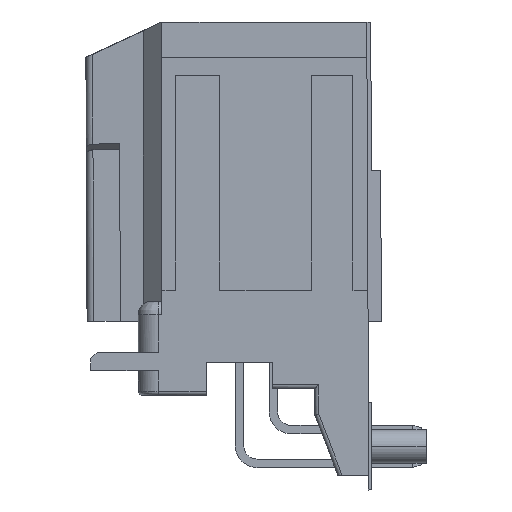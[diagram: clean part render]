
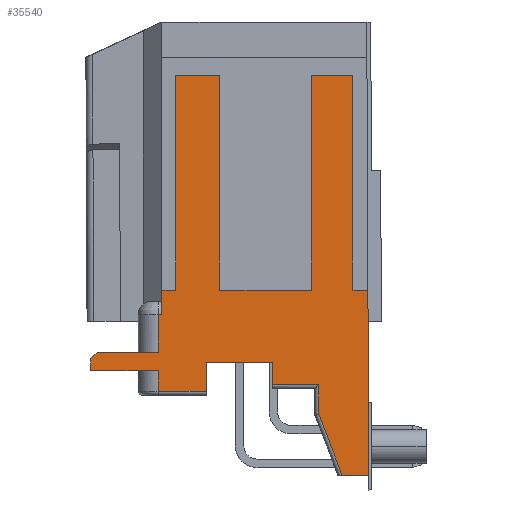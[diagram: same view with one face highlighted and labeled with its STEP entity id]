
A CAD part, left-side view. The second image highlights one B-rep face of the part: STEP entity #35540.
In plain terms, the highlighted planar face has unit normal (-1, 0, 0).
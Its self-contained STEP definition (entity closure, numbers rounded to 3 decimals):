
#6124=DIRECTION('',(0.,-1.,0.));
#6125=VECTOR('',#6124,5.099);
#6126=CARTESIAN_POINT('',(-95.135,53.815,-24.3));
#6127=LINE('',#6126,#6125);
#6128=CARTESIAN_POINT('',(-95.135,53.818,
-23.399));
#6129=CARTESIAN_POINT('',(-95.135,53.817,
-23.7));
#6130=CARTESIAN_POINT('',(-95.135,53.817,
-23.999));
#6131=CARTESIAN_POINT('',(-95.135,53.815,-24.3));
#6133=DIRECTION('',(0.,0.706,-0.709));
#6134=VECTOR('',#6133,0.705);
#6135=CARTESIAN_POINT('',(-95.135,53.321,-22.9));
#6136=LINE('',#6135,#6134);
#6137=DIRECTION('',(0.,-0.004,-1.));
#6138=VECTOR('',#6137,2.8);
#6139=CARTESIAN_POINT('',(-95.135,48.736,
-20.1));
#6140=LINE('',#6139,#6138);
#6141=DIRECTION('',(0.,0.,-1.));
#6142=VECTOR('',#6141,1.855);
#6143=CARTESIAN_POINT('',(-95.135,48.46,
-18.245));
#6144=LINE('',#6143,#6142);
#6145=DIRECTION('',(0.,1.,0.));
#6146=VECTOR('',#6145,1.03);
#6147=CARTESIAN_POINT('',(-95.135,47.43,
-18.245));
#6148=LINE('',#6147,#6146);
#6149=DIRECTION('',(0.,1.,0.));
#6150=VECTOR('',#6149,3.333);
#6151=CARTESIAN_POINT('',(-95.135,44.097,
-2.096));
#6152=LINE('',#6151,#6150);
#6153=DIRECTION('',(0.,1.,0.));
#6154=VECTOR('',#6153,6.864);
#6155=CARTESIAN_POINT('',(-95.135,37.233,
-18.245));
#6156=LINE('',#6155,#6154);
#6157=DIRECTION('',(0.,1.,0.));
#6158=VECTOR('',#6157,3.136);
#6159=CARTESIAN_POINT('',(-95.135,34.097,
-2.096));
#6160=LINE('',#6159,#6158);
#6161=DIRECTION('',(0.,1.,0.));
#6162=VECTOR('',#6161,1.121);
#6163=CARTESIAN_POINT('',(-95.135,32.975,
-18.245));
#6164=LINE('',#6163,#6162);
#6165=DIRECTION('',(0.,0.004,1.));
#6166=VECTOR('',#6165,8.468);
#6167=CARTESIAN_POINT('',(-95.135,32.938,
-26.713));
#6168=LINE('',#6167,#6166);
#6169=DIRECTION('',(0.,-1.,0.));
#6170=VECTOR('',#6169,0.016);
#6171=CARTESIAN_POINT('',(-95.135,32.954,
-26.713));
#6172=LINE('',#6171,#6170);
#6173=DIRECTION('',(0.,0.,1.));
#6174=VECTOR('',#6173,5.437);
#6175=CARTESIAN_POINT('',(-95.135,32.954,-32.15));
#6176=LINE('',#6175,#6174);
#6177=DIRECTION('',(0.,-1.,0.));
#6178=VECTOR('',#6177,1.958);
#6179=CARTESIAN_POINT('',(-95.135,34.912,-32.15));
#6180=LINE('',#6179,#6178);
#6181=DIRECTION('',(0.,-0.357,-0.934));
#6182=VECTOR('',#6181,4.877);
#6183=CARTESIAN_POINT('',(-95.135,36.653,
-27.594));
#6184=LINE('',#6183,#6182);
#6185=DIRECTION('',(0.,-0.004,-1.));
#6186=VECTOR('',#6185,2.244);
#6187=CARTESIAN_POINT('',(-95.135,36.663,-25.35));
#6188=LINE('',#6187,#6186);
#6189=DIRECTION('',(0.,-1.,0.));
#6190=VECTOR('',#6189,4.983);
#6191=CARTESIAN_POINT('',(-95.135,45.111,-23.65));
#6192=LINE('',#6191,#6190);
#6197=DIRECTION('',(0.,1.,0.));
#6198=VECTOR('',#6197,3.591);
#6199=CARTESIAN_POINT('',(-95.135,45.121,-25.85));
#6200=LINE('',#6199,#6198);
#6271=DIRECTION('',(0.,0.004,-1.));
#6272=VECTOR('',#6271,2.2);
#6273=CARTESIAN_POINT('',(-95.135,45.111,-23.65));
#6274=LINE('',#6273,#6272);
#10326=DIRECTION('',(0.,-1.,0.));
#10327=VECTOR('',#10326,4.597);
#10328=CARTESIAN_POINT('',(-95.135,53.321,-22.9));
#10329=LINE('',#10328,#10327);
#10384=CARTESIAN_POINT('',(-95.135,48.718,-24.3));
#10394=DIRECTION('',(0.,0.003,1.));
#10395=VECTOR('',#10394,1.55);
#10396=CARTESIAN_POINT('',(-95.135,48.712,
-25.85));
#10397=LINE('',#10396,#10395);
#10494=DIRECTION('',(0.,-1.,0.));
#10495=VECTOR('',#10494,0.276);
#10496=CARTESIAN_POINT('',(-95.135,48.736,
-20.1));
#10497=LINE('',#10496,#10495);
#11964=DIRECTION('',(0.,0.,-1.));
#11965=VECTOR('',#11964,16.15);
#11966=CARTESIAN_POINT('',(-95.135,34.097,
-2.096));
#11967=LINE('',#11966,#11965);
#11980=DIRECTION('',(0.,0.,1.));
#11981=VECTOR('',#11980,16.15);
#11982=CARTESIAN_POINT('',(-95.135,37.233,
-18.245));
#11983=LINE('',#11982,#11981);
#12017=CARTESIAN_POINT('',(-95.135,36.653,
-27.594));
#12045=DIRECTION('',(0.,0.004,1.));
#12046=VECTOR('',#12045,1.7);
#12047=CARTESIAN_POINT('',(-95.135,40.121,-25.35));
#12048=LINE('',#12047,#12046);
#12069=DIRECTION('',(0.,1.,0.));
#12070=VECTOR('',#12069,3.458);
#12071=CARTESIAN_POINT('',(-95.135,36.663,-25.35));
#12072=LINE('',#12071,#12070);
#12080=CARTESIAN_POINT('',(-95.135,36.663,-25.35));
#18075=DIRECTION('',(0.,0.,1.));
#18076=VECTOR('',#18075,16.15);
#18077=CARTESIAN_POINT('',(-95.135,47.43,
-18.245));
#18078=LINE('',#18077,#18076);
#18087=DIRECTION('',(0.,0.,-1.));
#18088=VECTOR('',#18087,16.15);
#18089=CARTESIAN_POINT('',(-95.135,44.097,
-2.096));
#18090=LINE('',#18089,#18088);
#21861=VERTEX_POINT('',#12080);
#21862=CARTESIAN_POINT('',(-95.135,40.121,-25.35));
#21863=VERTEX_POINT('',#21862);
#21926=VERTEX_POINT('',#12017);
#22019=CARTESIAN_POINT('',(-95.135,34.097,
-2.096));
#22020=VERTEX_POINT('',#22019);
#22021=CARTESIAN_POINT('',(-95.135,37.233,
-2.096));
#22022=VERTEX_POINT('',#22021);
#22144=CARTESIAN_POINT('',(-95.135,44.097,
-2.096));
#22145=VERTEX_POINT('',#22144);
#22146=CARTESIAN_POINT('',(-95.135,47.43,
-2.096));
#22147=VERTEX_POINT('',#22146);
#22152=CARTESIAN_POINT('',(-95.135,48.46,
-18.245));
#22153=VERTEX_POINT('',#22152);
#22154=CARTESIAN_POINT('',(-95.135,47.43,
-18.245));
#22155=VERTEX_POINT('',#22154);
#22515=CARTESIAN_POINT('',(-95.135,40.128,-23.65));
#22516=VERTEX_POINT('',#22515);
#22876=CARTESIAN_POINT('',(-95.135,48.711,
-25.85));
#22877=VERTEX_POINT('',#22876);
#22911=CARTESIAN_POINT('',(-95.135,53.815,-24.3));
#22912=VERTEX_POINT('',#22911);
#22913=VERTEX_POINT('',#6128);
#22920=VERTEX_POINT('',#10384);
#22926=CARTESIAN_POINT('',(-95.135,45.121,-25.85));
#22927=VERTEX_POINT('',#22926);
#22928=CARTESIAN_POINT('',(-95.135,45.111,-23.65));
#22929=VERTEX_POINT('',#22928);
#22930=CARTESIAN_POINT('',(-95.135,34.912,-32.15));
#22931=VERTEX_POINT('',#22930);
#22932=CARTESIAN_POINT('',(-95.135,32.954,-32.15));
#22933=VERTEX_POINT('',#22932);
#22934=CARTESIAN_POINT('',(-95.135,32.954,
-26.713));
#22935=VERTEX_POINT('',#22934);
#22936=CARTESIAN_POINT('',(-95.135,32.938,
-26.713));
#22937=VERTEX_POINT('',#22936);
#22938=CARTESIAN_POINT('',(-95.135,32.975,
-18.245));
#22939=VERTEX_POINT('',#22938);
#22940=CARTESIAN_POINT('',(-95.135,34.097,
-18.245));
#22941=VERTEX_POINT('',#22940);
#22942=CARTESIAN_POINT('',(-95.135,37.233,
-18.245));
#22943=VERTEX_POINT('',#22942);
#22944=CARTESIAN_POINT('',(-95.135,44.097,
-18.245));
#22945=VERTEX_POINT('',#22944);
#22946=CARTESIAN_POINT('',(-95.135,48.46,-20.1));
#22947=VERTEX_POINT('',#22946);
#22948=CARTESIAN_POINT('',(-95.135,48.736,
-20.1));
#22949=VERTEX_POINT('',#22948);
#22950=CARTESIAN_POINT('',(-95.135,48.724,-22.9));
#22951=VERTEX_POINT('',#22950);
#22952=CARTESIAN_POINT('',(-95.135,53.321,-22.9));
#22953=VERTEX_POINT('',#22952);
#35479=CARTESIAN_POINT('',(-95.135,54.341,
-32.901));
#35480=DIRECTION('',(-1.,0.,0.));
#35481=DIRECTION('',(0.,-1.,0.));
#35482=AXIS2_PLACEMENT_3D('',#35479,#35480,#35481);
#35483=PLANE('',#35482);
#35485=ORIENTED_EDGE('',*,*,#35484,.T.);
#35487=ORIENTED_EDGE('',*,*,#35486,.T.);
#35489=ORIENTED_EDGE('',*,*,#35488,.F.);
#35491=ORIENTED_EDGE('',*,*,#35490,.F.);
#35493=ORIENTED_EDGE('',*,*,#35492,.F.);
#35495=ORIENTED_EDGE('',*,*,#35494,.T.);
#35497=ORIENTED_EDGE('',*,*,#35496,.F.);
#35499=ORIENTED_EDGE('',*,*,#35498,.T.);
#35500=ORIENTED_EDGE('',*,*,#35398,.F.);
#35502=ORIENTED_EDGE('',*,*,#35501,.F.);
#35504=ORIENTED_EDGE('',*,*,#35503,.T.);
#35506=ORIENTED_EDGE('',*,*,#35505,.F.);
#35508=ORIENTED_EDGE('',*,*,#35507,.T.);
#35509=ORIENTED_EDGE('',*,*,#35469,.F.);
#35511=ORIENTED_EDGE('',*,*,#35510,.T.);
#35513=ORIENTED_EDGE('',*,*,#35512,.F.);
#35515=ORIENTED_EDGE('',*,*,#35514,.T.);
#35517=ORIENTED_EDGE('',*,*,#35516,.F.);
#35519=ORIENTED_EDGE('',*,*,#35518,.F.);
#35521=ORIENTED_EDGE('',*,*,#35520,.F.);
#35523=ORIENTED_EDGE('',*,*,#35522,.F.);
#35525=ORIENTED_EDGE('',*,*,#35524,.F.);
#35527=ORIENTED_EDGE('',*,*,#35526,.F.);
#35529=ORIENTED_EDGE('',*,*,#35528,.F.);
#35531=ORIENTED_EDGE('',*,*,#35530,.T.);
#35533=ORIENTED_EDGE('',*,*,#35532,.T.);
#35535=ORIENTED_EDGE('',*,*,#35534,.F.);
#35537=ORIENTED_EDGE('',*,*,#35536,.T.);
#35538=EDGE_LOOP('',(#35485,#35487,#35489,#35491,#35493,#35495,#35497,#35499,
#35500,#35502,#35504,#35506,#35508,#35509,#35511,#35513,#35515,#35517,#35519,
#35521,#35523,#35525,#35527,#35529,#35531,#35533,#35535,#35537));
#35539=FACE_OUTER_BOUND('',#35538,.F.);
#35540=ADVANCED_FACE('',(#35539),#35483,.T.);
#6132=B_SPLINE_CURVE_WITH_KNOTS('',3,(#6128,#6129,#6130,#6131),.UNSPECIFIED.,
.F.,.F.,(4,4),(0.,1.),.UNSPECIFIED.);
#35398=EDGE_CURVE('',#22153,#22947,#6144,.T.);
#35469=EDGE_CURVE('',#22943,#22945,#6156,.T.);
#35484=EDGE_CURVE('',#22927,#22877,#6200,.T.);
#35486=EDGE_CURVE('',#22877,#22920,#10397,.T.);
#35488=EDGE_CURVE('',#22912,#22920,#6127,.T.);
#35490=EDGE_CURVE('',#22913,#22912,#6132,.T.);
#35492=EDGE_CURVE('',#22953,#22913,#6136,.T.);
#35494=EDGE_CURVE('',#22953,#22951,#10329,.T.);
#35496=EDGE_CURVE('',#22949,#22951,#6140,.T.);
#35498=EDGE_CURVE('',#22949,#22947,#10497,.T.);
#35501=EDGE_CURVE('',#22155,#22153,#6148,.T.);
#35503=EDGE_CURVE('',#22155,#22147,#18078,.T.);
#35505=EDGE_CURVE('',#22145,#22147,#6152,.T.);
#35507=EDGE_CURVE('',#22145,#22945,#18090,.T.);
#35510=EDGE_CURVE('',#22943,#22022,#11983,.T.);
#35512=EDGE_CURVE('',#22020,#22022,#6160,.T.);
#35514=EDGE_CURVE('',#22020,#22941,#11967,.T.);
#35516=EDGE_CURVE('',#22939,#22941,#6164,.T.);
#35518=EDGE_CURVE('',#22937,#22939,#6168,.T.);
#35520=EDGE_CURVE('',#22935,#22937,#6172,.T.);
#35522=EDGE_CURVE('',#22933,#22935,#6176,.T.);
#35524=EDGE_CURVE('',#22931,#22933,#6180,.T.);
#35526=EDGE_CURVE('',#21926,#22931,#6184,.T.);
#35528=EDGE_CURVE('',#21861,#21926,#6188,.T.);
#35530=EDGE_CURVE('',#21861,#21863,#12072,.T.);
#35532=EDGE_CURVE('',#21863,#22516,#12048,.T.);
#35534=EDGE_CURVE('',#22929,#22516,#6192,.T.);
#35536=EDGE_CURVE('',#22929,#22927,#6274,.T.);
